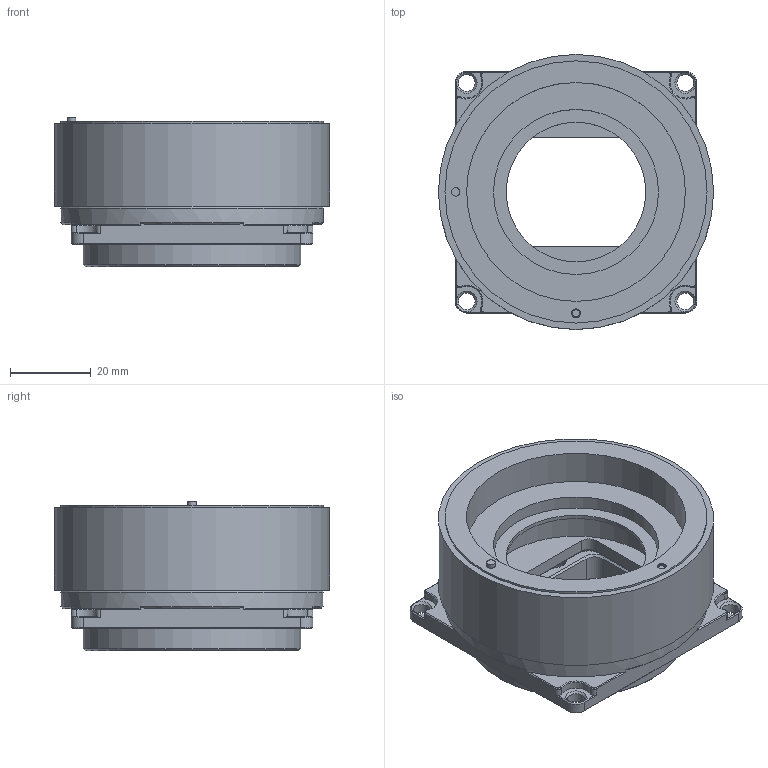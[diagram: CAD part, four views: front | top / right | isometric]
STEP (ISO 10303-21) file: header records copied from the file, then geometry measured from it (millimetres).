
FILE_DESCRIPTION(/* description */ (''),/* implementation_level */ '2;1');
FILE_NAME(/* name */ 'External-EFMount-Adapter-Assembly-lightweight.stp',/* time_stamp */ '2015-12-07T17:28:43+01:00',/* author */ (''),/* organization */ (''),/* preprocessor_version */ 'ST-DEVELOPER v15',/* originating_system */ 'SIEMENS PLM Software NX 8.5',/* authorisation */ '');
FILE_SCHEMA (('AUTOMOTIVE_DESIGN { 1 0 10303 214 3 1 1 1 }'));
Length unit declared in the file: millimetre
Products named in the file (3): MECH-CB-EXTERNAL-EF-ADAPTER; EF-Adaptor-21mm; External-EFMount-Adapter-Assembly-lightweight
Assembly tree (2 placements, depth 2):
  External-EFMount-Adapter-Assembly-lightweight
    EF-Adaptor-21mm
    MECH-CB-EXTERNAL-EF-ADAPTER
Bounding box: 68 x 68 x 37 mm (x, y, z)
Volume: 61679.8 mm3; surface area: 26775.2 mm2
Topology: 2 solids, 2 shells, 315 faces, 718 edges, 439 vertices
Faces by surface type: plane 116, cylinder 104, cone 77, torus 18
Full cylindrical faces by diameter (mm): 1.6 x4, 1.976 x8, 2 x1, 2.1 x5, 4.1 x8, 34.5 x1, 40.8 x1, 45 x1, 53.75 x1, 53.95 x1, 54.1 x1, 54.15 x1, 64.8 x1, 65 x1, 68 x1
Entity records: 8502 total; most frequent: DIRECTION 1600, CARTESIAN_POINT 1404, ORIENTED_EDGE 1276, AXIS2_PLACEMENT_3D 652, EDGE_CURVE 638, EDGE_LOOP 434, VERTEX_POINT 424, ADVANCED_FACE 315
